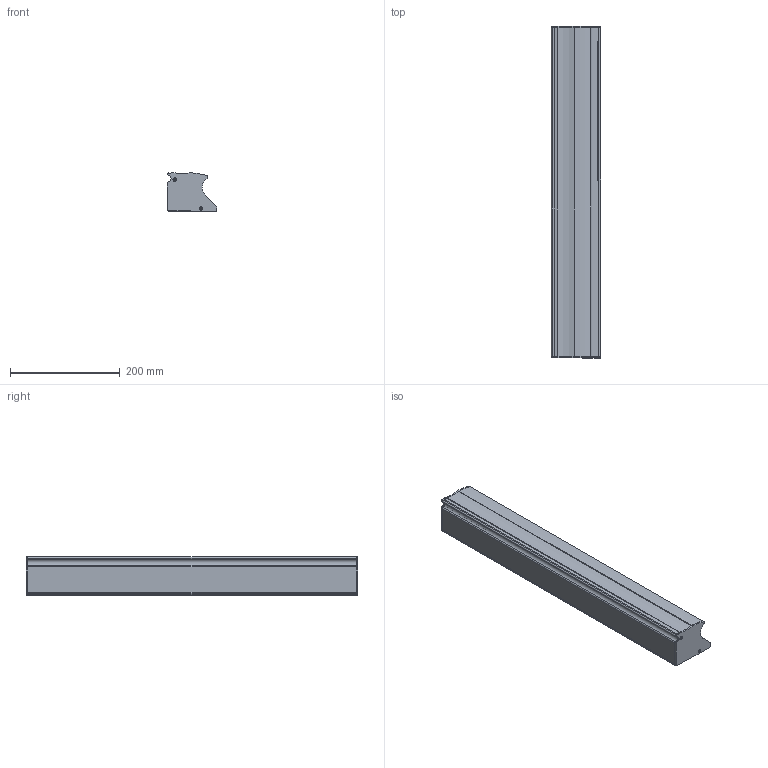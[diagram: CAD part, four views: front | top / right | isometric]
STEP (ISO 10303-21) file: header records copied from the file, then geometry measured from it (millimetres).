
FILE_DESCRIPTION (( 'STEP AP214' ), '1' );
FILE_NAME ('CPREG2N60AS_STPALL.STEP', '2023-11-15T13:13:00', ( '' ), ( '' ), 'SwSTEP 2.0', 'SolidWorks 2020', '' );
FILE_SCHEMA (( 'AUTOMOTIVE_DESIGN' ));
Length unit declared in the file: millimetre
Products named in the file (12): V30035x; MP0389-AP ASSEMBLY; MP0906-POSITIONING CAP; MP0902-APH END CAP 1_NA; MP0102-SP END CAP 1_NA; CPREG2N60AS_STPALL; MP0817-18-19-20-21-ARMATURE PLATE HOUSING WITHOUT TAPPING 1_MP0818-600MM FIXATION OBLONG; PP0270-PANEL PLUG DIAM 15.9; MP0737-38-39-40-41 EML HOUSING_MP0738-EMLH 584T; DIN 7500 M - M3 x 8 - Z --- 8S_ISO 7046-1 - M3 x 8 - Z --- 8S; MP0759-60-61-62-63-SCREW COVER_MP0760-600MM; MP0903-APH END CAP 2_NA
Assembly tree (25 placements, depth 2):
  CPREG2N60AS_STPALL
    MP0737-38-39-40-41 EML HOUSING_MP0738-EMLH 584T
    V30035x  x2
    PP0270-PANEL PLUG DIAM 15.9  x4
    MP0102-SP END CAP 1_NA  x2
    MP0906-POSITIONING CAP  x2
    DIN 7500 M - M3 x 8 - Z --- 8S_ISO 7046-1 - M3 x 8 - Z --- 8S  x8
    MP0817-18-19-20-21-ARMATURE PLATE HOUSING WITHOUT TAPPING 1_MP0818-600MM FIXATION OBLONG
    MP0759-60-61-62-63-SCREW COVER_MP0760-600MM
    MP0903-APH END CAP 2_NA
    MP0902-APH END CAP 1_NA
    MP0389-AP ASSEMBLY  x2
Bounding box: 90.4 x 606 x 70.35 mm (x, y, z)
Volume: 1250182.3 mm3; surface area: 720918.6 mm2
Topology: 29 solids, 29 shells, 1911 faces, 5103 edges, 3236 vertices
Faces by surface type: plane 659, cylinder 656, cone 556, torus 28, bspline 12
Entity records: 28381 total; most frequent: CARTESIAN_POINT 5569, DIRECTION 4569, ORIENTED_EDGE 4488, EDGE_CURVE 2244, AXIS2_PLACEMENT_3D 1686, VERTEX_POINT 1465, VECTOR 1197, LINE 1197
